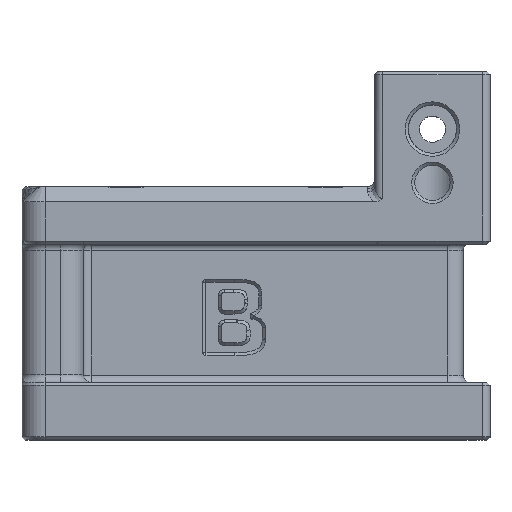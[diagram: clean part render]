
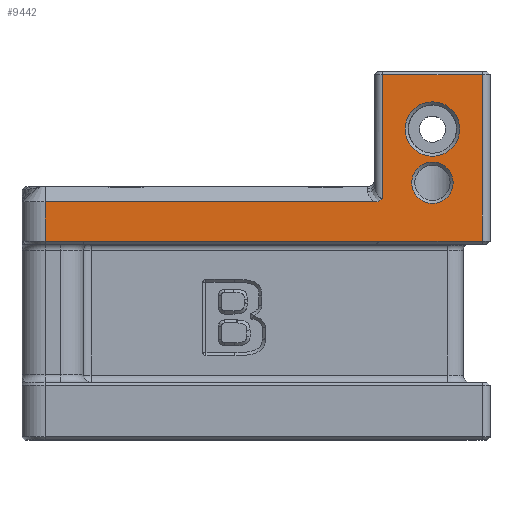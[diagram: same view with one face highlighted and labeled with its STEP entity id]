
A CAD part, top view. The second image highlights one B-rep face of the part: STEP entity #9442.
In plain terms, the highlighted planar face has unit normal (0, 0, 1).
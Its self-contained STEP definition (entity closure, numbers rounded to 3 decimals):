
#70=FACE_BOUND('',#1747,.T.);
#71=FACE_BOUND('',#1748,.T.);
#444=CIRCLE('',#9991,2.7);
#452=CIRCLE('',#10003,3.55);
#1116=FACE_OUTER_BOUND('',#1746,.T.);
#1746=EDGE_LOOP('',(#7026,#7027,#7028,#7029,#7030,#7031,#7032,#7033,#7034));
#1747=EDGE_LOOP('',(#7035));
#1748=EDGE_LOOP('',(#7036));
#2444=B_SPLINE_CURVE_WITH_KNOTS('',3,(#19095,#19096,#19097,#19098,#19099,
#19100,#19101,#19102,#19103,#19104),.UNSPECIFIED.,.F.,.F.,(4,2,2,2,4),(-0.004,
0.,0.033,0.059,0.06),
 .UNSPECIFIED.);
#2699=LINE('',#18900,#3394);
#2700=LINE('',#18985,#3395);
#2709=LINE('',#19088,#3404);
#2711=LINE('',#19094,#3406);
#2712=LINE('',#19106,#3407);
#2713=LINE('',#19108,#3408);
#2714=LINE('',#19110,#3409);
#2715=LINE('',#19111,#3410);
#3394=VECTOR('',#11638,1000.);
#3395=VECTOR('',#11641,1000.);
#3404=VECTOR('',#11678,1000.);
#3406=VECTOR('',#11688,1000.);
#3407=VECTOR('',#11689,1000.);
#3408=VECTOR('',#11690,1000.);
#3409=VECTOR('',#11691,1000.);
#3410=VECTOR('',#11692,1000.);
#4085=VERTEX_POINT('',#14706);
#4099=VERTEX_POINT('',#15020);
#4293=VERTEX_POINT('',#18879);
#4300=VERTEX_POINT('',#18899);
#4302=VERTEX_POINT('',#18934);
#4303=VERTEX_POINT('',#18984);
#4310=VERTEX_POINT('',#19086);
#4311=VERTEX_POINT('',#19087);
#4312=VERTEX_POINT('',#19105);
#4313=VERTEX_POINT('',#19107);
#4314=VERTEX_POINT('',#19109);
#4966=EDGE_CURVE('',#4085,#4085,#444,.T.);
#4984=EDGE_CURVE('',#4099,#4099,#452,.T.);
#5295=EDGE_CURVE('',#4300,#4293,#2699,.T.);
#5298=EDGE_CURVE('',#4303,#4302,#2700,.T.);
#5317=EDGE_CURVE('',#4310,#4311,#2709,.T.);
#5321=EDGE_CURVE('',#4311,#4303,#2711,.T.);
#5322=EDGE_CURVE('',#4302,#4300,#2444,.T.);
#5323=EDGE_CURVE('',#4293,#4312,#2712,.T.);
#5324=EDGE_CURVE('',#4312,#4313,#2713,.T.);
#5325=EDGE_CURVE('',#4313,#4314,#2714,.T.);
#5326=EDGE_CURVE('',#4314,#4310,#2715,.T.);
#7026=ORIENTED_EDGE('',*,*,#5317,.T.);
#7027=ORIENTED_EDGE('',*,*,#5321,.T.);
#7028=ORIENTED_EDGE('',*,*,#5298,.T.);
#7029=ORIENTED_EDGE('',*,*,#5322,.T.);
#7030=ORIENTED_EDGE('',*,*,#5295,.T.);
#7031=ORIENTED_EDGE('',*,*,#5323,.T.);
#7032=ORIENTED_EDGE('',*,*,#5324,.T.);
#7033=ORIENTED_EDGE('',*,*,#5325,.T.);
#7034=ORIENTED_EDGE('',*,*,#5326,.T.);
#7035=ORIENTED_EDGE('',*,*,#4966,.T.);
#7036=ORIENTED_EDGE('',*,*,#4984,.T.);
#9150=PLANE('',#10219);
#9442=ADVANCED_FACE('',(#1116,#70,#71),#9150,.T.);
#9991=AXIS2_PLACEMENT_3D('',#14708,#11109,#11110);
#10003=AXIS2_PLACEMENT_3D('',#15022,#11137,#11138);
#10219=AXIS2_PLACEMENT_3D('',#19093,#11686,#11687);
#11109=DIRECTION('center_axis',(0.,0.,-1.));
#11110=DIRECTION('ref_axis',(1.,0.,0.));
#11137=DIRECTION('center_axis',(0.,0.,-1.));
#11138=DIRECTION('ref_axis',(1.,0.,0.));
#11638=DIRECTION('',(-1.,0.,0.));
#11641=DIRECTION('',(0.,-1.,0.));
#11678=DIRECTION('',(0.,1.,0.));
#11686=DIRECTION('center_axis',(0.,0.,1.));
#11687=DIRECTION('ref_axis',(1.,0.,0.));
#11688=DIRECTION('',(-1.,0.,0.));
#11689=DIRECTION('',(0.,-1.,0.));
#11690=DIRECTION('',(1.,0.,0.));
#11691=DIRECTION('',(1.,0.,0.));
#11692=DIRECTION('',(1.,0.,0.));
#14706=CARTESIAN_POINT('',(20.3,33.5,26.));
#14708=CARTESIAN_POINT('Origin',(23.,33.5,26.));
#15020=CARTESIAN_POINT('',(19.45,40.5,26.));
#15022=CARTESIAN_POINT('Origin',(23.,40.5,26.));
#18879=CARTESIAN_POINT('',(-27.5,31.,26.));
#18899=CARTESIAN_POINT('',(15.458,31.,26.));
#18900=CARTESIAN_POINT('',(-27.5,31.,26.));
#18934=CARTESIAN_POINT('',(16.5,31.414,26.));
#18984=CARTESIAN_POINT('',(16.5,47.6,26.));
#18985=CARTESIAN_POINT('',(16.5,31.,26.));
#19086=CARTESIAN_POINT('',(29.5,25.9,26.));
#19087=CARTESIAN_POINT('',(29.5,47.6,26.));
#19088=CARTESIAN_POINT('',(29.5,31.,26.));
#19093=CARTESIAN_POINT('Origin',(15.5,31.,26.));
#19094=CARTESIAN_POINT('',(15.5,47.6,26.));
#19095=CARTESIAN_POINT('Ctrl Pts',(16.5,31.414,26.));
#19096=CARTESIAN_POINT('Ctrl Pts',(16.49,31.404,26.));
#19097=CARTESIAN_POINT('Ctrl Pts',(16.48,31.394,26.));
#19098=CARTESIAN_POINT('Ctrl Pts',(16.389,31.308,26.));
#19099=CARTESIAN_POINT('Ctrl Pts',(16.244,31.189,26.));
#19100=CARTESIAN_POINT('Ctrl Pts',(15.85,31.037,26.));
#19101=CARTESIAN_POINT('Ctrl Pts',(15.667,31.003,26.));
#19102=CARTESIAN_POINT('Ctrl Pts',(15.475,31.,26.));
#19103=CARTESIAN_POINT('Ctrl Pts',(15.466,31.,26.));
#19104=CARTESIAN_POINT('Ctrl Pts',(15.458,31.,26.));
#19105=CARTESIAN_POINT('',(-27.5,25.9,26.));
#19106=CARTESIAN_POINT('',(-27.5,33.,26.));
#19107=CARTESIAN_POINT('',(-22.5,25.9,26.));
#19108=CARTESIAN_POINT('',(15.5,25.9,26.));
#19109=CARTESIAN_POINT('',(16.5,25.9,26.));
#19110=CARTESIAN_POINT('',(30.5,25.9,26.));
#19111=CARTESIAN_POINT('',(15.5,25.9,26.));
